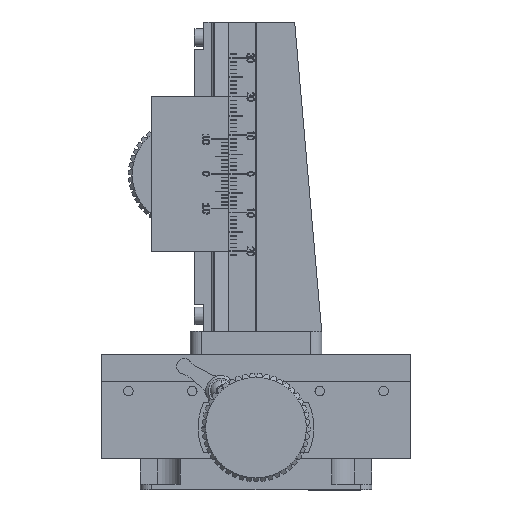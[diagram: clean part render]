
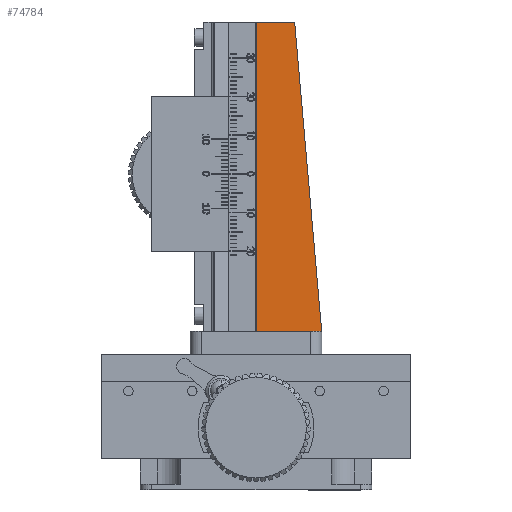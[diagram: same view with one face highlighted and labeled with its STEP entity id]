
A CAD part, top view. The second image highlights one B-rep face of the part: STEP entity #74784.
In plain terms, the highlighted planar face has unit normal (0, 0, 1).
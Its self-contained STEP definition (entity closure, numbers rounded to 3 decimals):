
#7954 = VERTEX_POINT ( 'NONE', #37140 ) ;
#14766 = LINE ( 'NONE', #46308, #89000 ) ;
#22291 = EDGE_CURVE ( 'NONE', #43826, #66410, #14766, .T. ) ;
#24614 = EDGE_LOOP ( 'NONE', ( #113750, #73946, #39212, #102601 ) ) ;
#25683 = EDGE_CURVE ( 'NONE', #66410, #38154, #102186, .T. ) ;
#28350 = DIRECTION ( 'NONE',  ( -1., 0., 0. ) ) ;
#31025 = DIRECTION ( 'NONE',  ( 1., 0., 0. ) ) ;
#37140 = CARTESIAN_POINT ( 'NONE',  ( 17., 33., 5. ) ) ;
#38154 = VERTEX_POINT ( 'NONE', #95933 ) ;
#39212 = ORIENTED_EDGE ( 'NONE', *, *, #94566, .T. ) ;
#39833 = EDGE_CURVE ( 'NONE', #38154, #7954, #67546, .T. ) ;
#43263 = VECTOR ( 'NONE', #117157, 1000. ) ;
#43826 = VERTEX_POINT ( 'NONE', #101068 ) ;
#46308 = CARTESIAN_POINT ( 'NONE',  ( 10., 113., 5. ) ) ;
#51645 = DIRECTION ( 'NONE',  ( -0.087, 0.996, 0. ) ) ;
#58227 = DIRECTION ( 'NONE',  ( 0., 0., 1. ) ) ;
#59737 = CARTESIAN_POINT ( 'NONE',  ( 0., 113., 5. ) ) ;
#66410 = VERTEX_POINT ( 'NONE', #69540 ) ;
#67546 = LINE ( 'NONE', #107968, #43263 ) ;
#69540 = CARTESIAN_POINT ( 'NONE',  ( 0., 113., 5. ) ) ;
#73946 = ORIENTED_EDGE ( 'NONE', *, *, #39833, .T. ) ;
#74784 = ADVANCED_FACE ( 'NONE', ( #78281 ), #102966, .T. ) ;
#76142 = CARTESIAN_POINT ( 'NONE',  ( 0., 33., 5. ) ) ;
#78281 = FACE_OUTER_BOUND ( 'NONE', #24614, .T. ) ;
#84520 = LINE ( 'NONE', #106361, #107383 ) ;
#89000 = VECTOR ( 'NONE', #28350, 1000. ) ;
#94566 = EDGE_CURVE ( 'NONE', #7954, #43826, #84520, .T. ) ;
#95933 = CARTESIAN_POINT ( 'NONE',  ( 0., 33., 5. ) ) ;
#100226 = AXIS2_PLACEMENT_3D ( 'NONE', #76142, #58227, #31025 ) ;
#101068 = CARTESIAN_POINT ( 'NONE',  ( 10., 113., 5. ) ) ;
#102186 = LINE ( 'NONE', #59737, #112146 ) ;
#102601 = ORIENTED_EDGE ( 'NONE', *, *, #22291, .T. ) ;
#102966 = PLANE ( 'NONE',  #100226 ) ;
#105247 = DIRECTION ( 'NONE',  ( 0., -1., 0. ) ) ;
#106361 = CARTESIAN_POINT ( 'NONE',  ( 17., 33., 5. ) ) ;
#107383 = VECTOR ( 'NONE', #51645, 1000. ) ;
#107968 = CARTESIAN_POINT ( 'NONE',  ( 0., 33., 5. ) ) ;
#112146 = VECTOR ( 'NONE', #105247, 1000. ) ;
#113750 = ORIENTED_EDGE ( 'NONE', *, *, #25683, .T. ) ;
#117157 = DIRECTION ( 'NONE',  ( 1., 0., 0. ) ) ;
